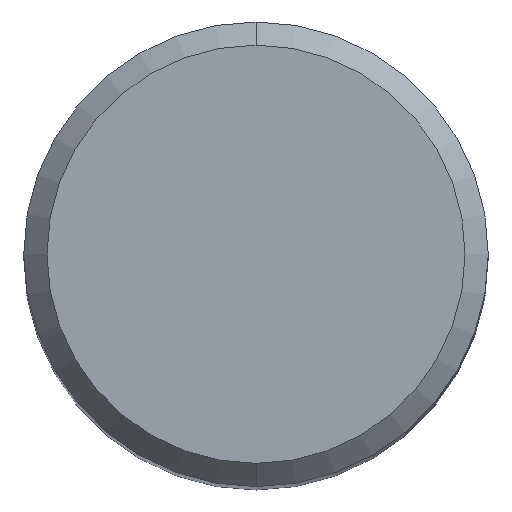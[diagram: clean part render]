
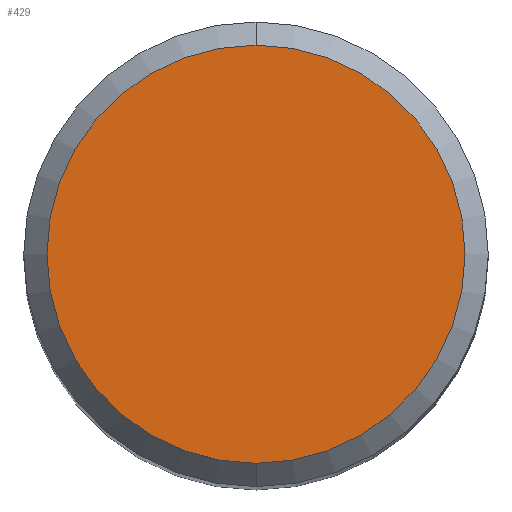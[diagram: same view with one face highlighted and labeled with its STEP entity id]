
A CAD part, top view. The second image highlights one B-rep face of the part: STEP entity #429.
In plain terms, the highlighted planar face has unit normal (0, 0, 1).
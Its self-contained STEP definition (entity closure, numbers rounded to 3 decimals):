
#261=EDGE_CURVE('',#383,#441,#577,.T.);
#351=EDGE_CURVE('',#441,#383,#675,.T.);
#383=VERTEX_POINT('',#714);
#429=ADVANCED_FACE('',(#762),#763,.T.);
#441=VERTEX_POINT('',#776);
#577=CIRCLE('',#1047,5.4);
#675=CIRCLE('',#1226,5.4);
#714=CARTESIAN_POINT('',(0.,-5.4,0.0));
#762=FACE_OUTER_BOUND('',#1359,.T.);
#763=PLANE('',#1360);
#776=CARTESIAN_POINT('',(0.0,5.4,0.0));
#1047=AXIS2_PLACEMENT_3D('',#1618,#1619,#1620);
#1226=AXIS2_PLACEMENT_3D('',#1716,#1717,#1718);
#1359=EDGE_LOOP('',(#1827,#1828));
#1360=AXIS2_PLACEMENT_3D('',#1829,#1830,#1831);
#1618=CARTESIAN_POINT('',(0.0,0.0,0.0));
#1619=DIRECTION('',(0.0,0.0,-1.0));
#1620=DIRECTION('',(0.0,1.0,0.0));
#1716=CARTESIAN_POINT('',(0.0,0.0,0.0));
#1717=DIRECTION('',(0.0,0.0,-1.0));
#1718=DIRECTION('',(0.0,1.0,0.0));
#1827=ORIENTED_EDGE('',*,*,#351,.F.);
#1828=ORIENTED_EDGE('',*,*,#261,.F.);
#1829=CARTESIAN_POINT('',(0.0,2.7,0.0));
#1830=DIRECTION('',(-0.0,0.0,1.0));
#1831=DIRECTION('',(0.0,-1.0,0.0));
